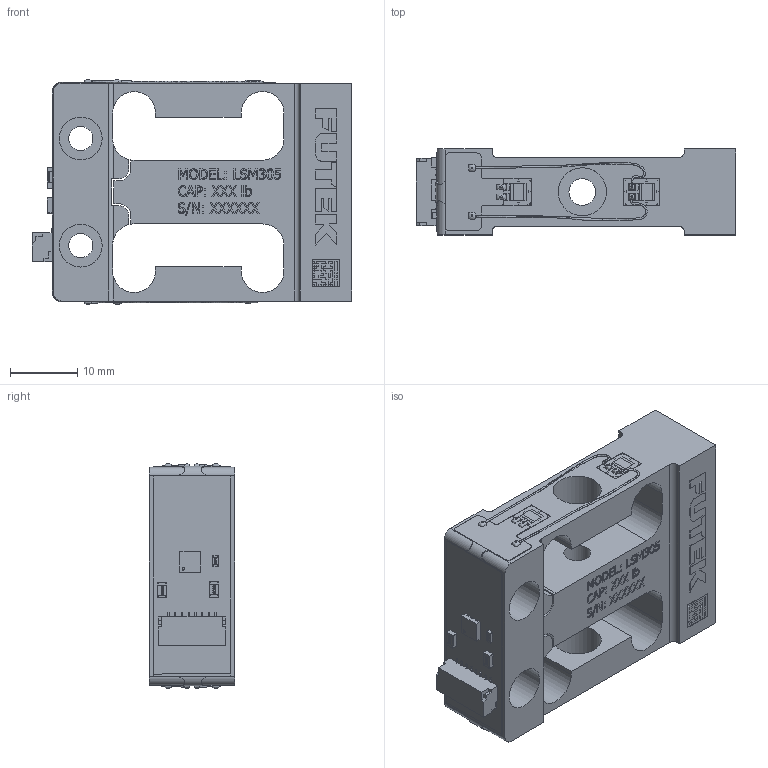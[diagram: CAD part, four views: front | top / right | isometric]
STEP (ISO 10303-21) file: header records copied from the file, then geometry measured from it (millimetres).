
FILE_DESCRIPTION(/* description */ ('LSM305, 3D Model, Simplified'),/* implementation_level */ '2;1');
FILE_NAME(/* name */ 'LSM305.stp',/* time_stamp */ '2022-03-09T09:50:19-08:00',/* author */ ('S. MICHEL'),/* organization */ (''),/* preprocessor_version */ 'ST-DEVELOPER v18.1',/* originating_system */ 'Autodesk Inventor 2020',/* authorisation */ '');
FILE_SCHEMA (('AUTOMOTIVE_DESIGN { 1 0 10303 214 3 1 1 }'));
Products named in the file (1): LSM305
Bounding box: 47.28 x 12.7 x 33.32 mm (x, y, z)
Volume: 10903.9 mm3; surface area: 6611.8 mm2
Topology: 2 solids, 6 shells, 1542 faces, 4374 edges, 2955 vertices
Faces by surface type: plane 1180, bspline 315, cylinder 47
Full cylindrical faces by diameter (mm): 0.387 x1, 3.581 x2, 3.962 x1, 6.35 x2, 7.137 x2
Entity records: 66108 total; most frequent: CARTESIAN_POINT 26232, ORIENTED_EDGE 8740, DIRECTION 6312, EDGE_CURVE 4374, LINE 3494, VECTOR 3494, VERTEX_POINT 2955, EDGE_LOOP 1700
